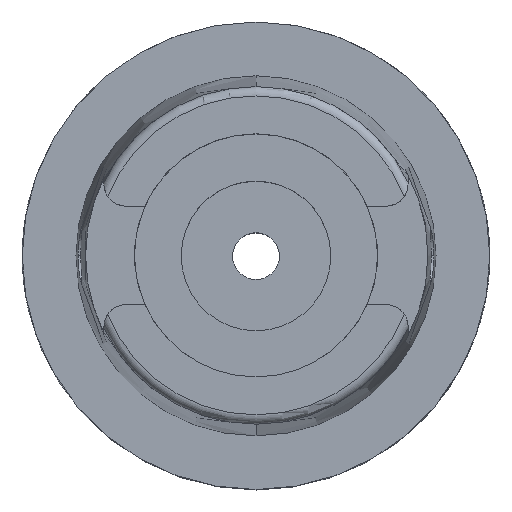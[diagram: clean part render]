
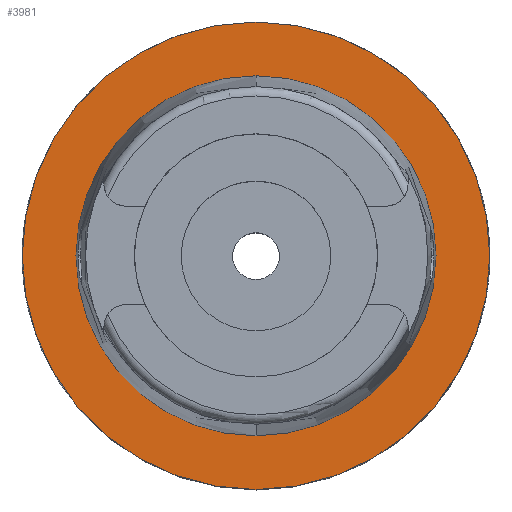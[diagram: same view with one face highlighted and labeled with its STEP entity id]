
A CAD part, top view. The second image highlights one B-rep face of the part: STEP entity #3981.
In plain terms, the highlighted planar face has unit normal (0, 0, 1).
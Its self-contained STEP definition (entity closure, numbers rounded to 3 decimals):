
#1926=CARTESIAN_POINT('',(0.,0.,0.));
#1927=DIRECTION('',(0.,0.,-1.));
#1928=DIRECTION('',(0.,-1.,0.));
#1929=AXIS2_PLACEMENT_3D('',#1926,#1927,#1928);
#1934=CARTESIAN_POINT('',(0.,0.,0.));
#1935=DIRECTION('',(0.,0.,-1.));
#1936=DIRECTION('',(0.,1.,0.));
#1937=AXIS2_PLACEMENT_3D('',#1934,#1935,#1936);
#1942=CARTESIAN_POINT('',(0.,0.,0.));
#1943=DIRECTION('',(0.,0.,1.));
#1944=DIRECTION('',(0.,-1.,0.));
#1945=AXIS2_PLACEMENT_3D('',#1942,#1943,#1944);
#1950=CARTESIAN_POINT('',(0.,0.,0.));
#1951=DIRECTION('',(0.,0.,1.));
#1952=DIRECTION('',(0.,1.,0.));
#1953=AXIS2_PLACEMENT_3D('',#1950,#1951,#1952);
#2323=CARTESIAN_POINT('',(0.,-19.25,0.));
#2324=VERTEX_POINT('',#2323);
#2325=CARTESIAN_POINT('',(0.,19.25,0.));
#2326=VERTEX_POINT('',#2325);
#2582=CARTESIAN_POINT('',(0.,25.,0.));
#2583=VERTEX_POINT('',#2582);
#2584=CARTESIAN_POINT('',(0.,-25.,0.));
#2585=VERTEX_POINT('',#2584);
#3968=CARTESIAN_POINT('',(0.,0.,0.));
#3969=DIRECTION('',(0.,0.,1.));
#3970=DIRECTION('',(0.,1.,0.));
#3971=AXIS2_PLACEMENT_3D('',#3968,#3969,#3970);
#3972=PLANE('',#3971);
#3973=ORIENTED_EDGE('',*,*,#3950,.T.);
#3974=ORIENTED_EDGE('',*,*,#3837,.T.);
#3975=EDGE_LOOP('',(#3973,#3974));
#3976=FACE_OUTER_BOUND('',#3975,.F.);
#3977=ORIENTED_EDGE('',*,*,#2799,.T.);
#3978=ORIENTED_EDGE('',*,*,#2768,.T.);
#3979=EDGE_LOOP('',(#3977,#3978));
#3980=FACE_BOUND('',#3979,.F.);
#1930=CIRCLE('',#1929,25.);
#1938=CIRCLE('',#1937,25.);
#1946=CIRCLE('',#1945,19.25);
#1954=CIRCLE('',#1953,19.25);
#2768=EDGE_CURVE('',#2326,#2324,#1954,.T.);
#2799=EDGE_CURVE('',#2324,#2326,#1946,.T.);
#3837=EDGE_CURVE('',#2583,#2585,#1938,.T.);
#3950=EDGE_CURVE('',#2585,#2583,#1930,.T.);
#3981=ADVANCED_FACE('',(#3976,#3980),#3972,.T.);
